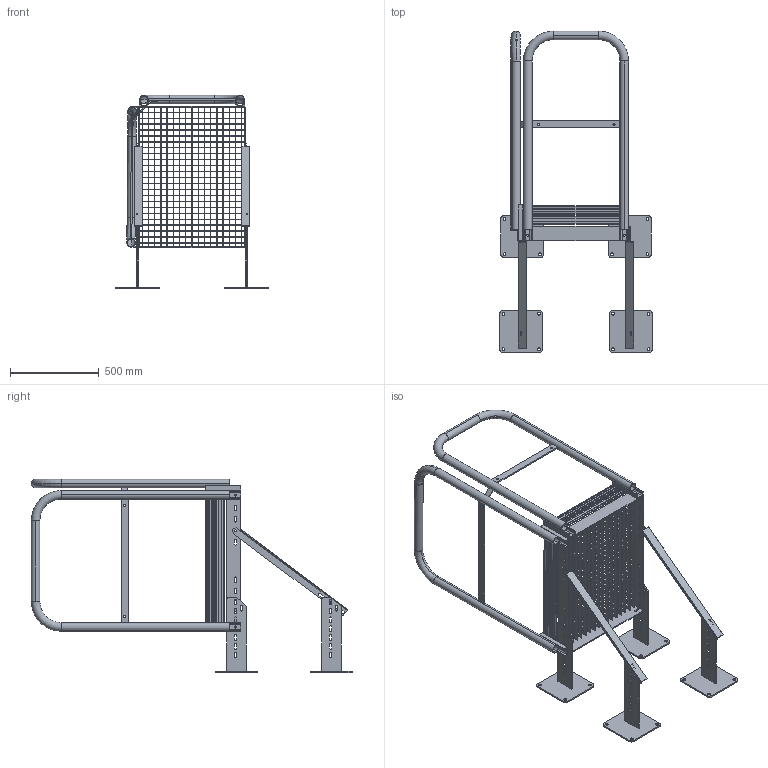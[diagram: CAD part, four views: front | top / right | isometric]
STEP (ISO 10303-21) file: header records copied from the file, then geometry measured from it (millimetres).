
FILE_DESCRIPTION (( 'STEP AP203' ), '1' );
FILE_NAME ('0529280601.STEP', '2024-07-02T08:14:26', ( '' ), ( '' ), 'SwSTEP 2.0', 'SolidWorks 2022', '' );
FILE_SCHEMA (( 'CONFIG_CONTROL_DESIGN' ));
Length unit declared in the file: metre
Products named in the file (1): 0529280601
Bounding box: 858 x 1812.21 x 1091.15 mm (x, y, z)
Volume: 8419200.9 mm3; surface area: 4830174.6 mm2
Topology: 68 solids, 68 shells, 2574 faces, 7298 edges, 4852 vertices
Faces by surface type: plane 2156, cylinder 402, torus 16
Entity records: 83507 total; most frequent: CARTESIAN_POINT 15463, ORIENTED_EDGE 14596, DIRECTION 13260, EDGE_CURVE 7298, VECTOR 6446, LINE 6446, VERTEX_POINT 4852, AXIS2_PLACEMENT_3D 3407
